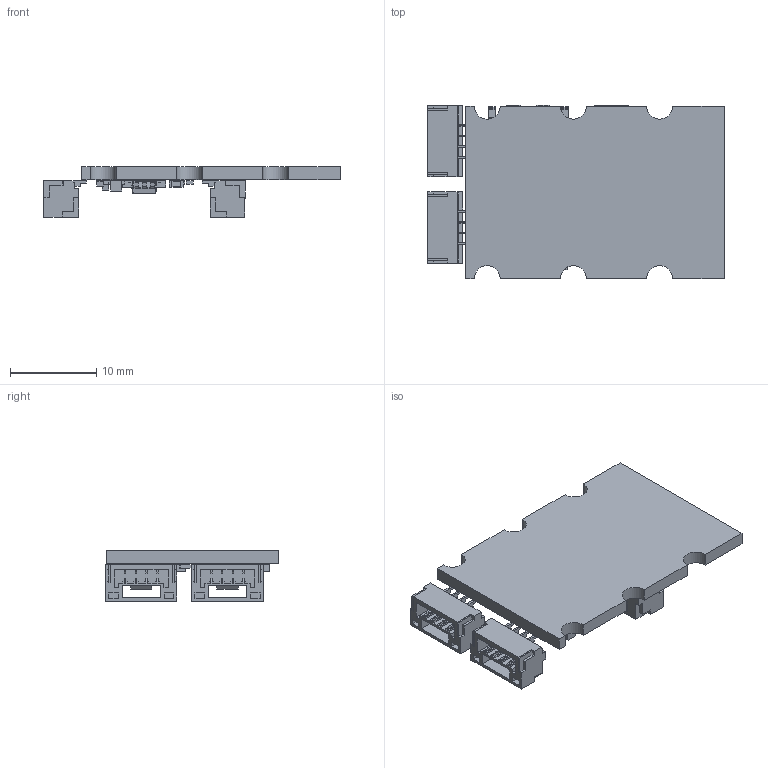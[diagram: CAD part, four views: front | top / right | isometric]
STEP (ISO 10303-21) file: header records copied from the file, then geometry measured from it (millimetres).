
FILE_DESCRIPTION(('KiCad electronic assembly'),'2;1');
FILE_NAME('TFI2CADC01.step','2025-09-26T18:57:19',('Pcbnew'),('Kicad'), 'Open CASCADE STEP processor 7.6','KiCad to STEP converter','Unknown' );
FILE_SCHEMA(('AUTOMOTIVE_DESIGN { 1 0 10303 214 1 1 1 1 }'));
Length unit declared in the file: millimetre
Products named in the file (10): TFI2CADC01 1; R_0603_1608Metric; LED_0603_1608Metric; C_0603_1608Metric; D_SOD-523; JST_GH_SM04B-GHS-TB_1x04-1MP_P1.25mm_Horizontal; SOT-23-5; DFN-16-1EP_3x5mm_P0.5mm_EP1.66x4.4mm; C_0805_2012Metric; kibot_0nc0yc6h_PCB
Assembly tree (28 placements, depth 2):
  TFI2CADC01 1
    R_0603_1608Metric  x15
    LED_0603_1608Metric
    C_0603_1608Metric  x3
    D_SOD-523
    JST_GH_SM04B-GHS-TB_1x04-1MP_P1.25mm_Horizontal  x4
    SOT-23-5
    DFN-16-1EP_3x5mm_P0.5mm_EP1.66x4.4mm
    C_0805_2012Metric
    kibot_0nc0yc6h_PCB
Bounding box: 34.41 x 20.1 x 5.84 mm (x, y, z)
Volume: 1243.5 mm3; surface area: 2669.9 mm2
Topology: 28 solids, 28 shells, 1621 faces, 4421 edges, 2901 vertices
Faces by surface type: plane 1376, cylinder 219, bspline 26
Full cylindrical faces by diameter (mm): 0.5 x1
Entity records: 18676 total; most frequent: CARTESIAN_POINT 3422, ORIENTED_EDGE 3224, DIRECTION 2933, EDGE_CURVE 1612, LINE 1409, VECTOR 1409, VERTEX_POINT 1055, AXIS2_PLACEMENT_3D 762
